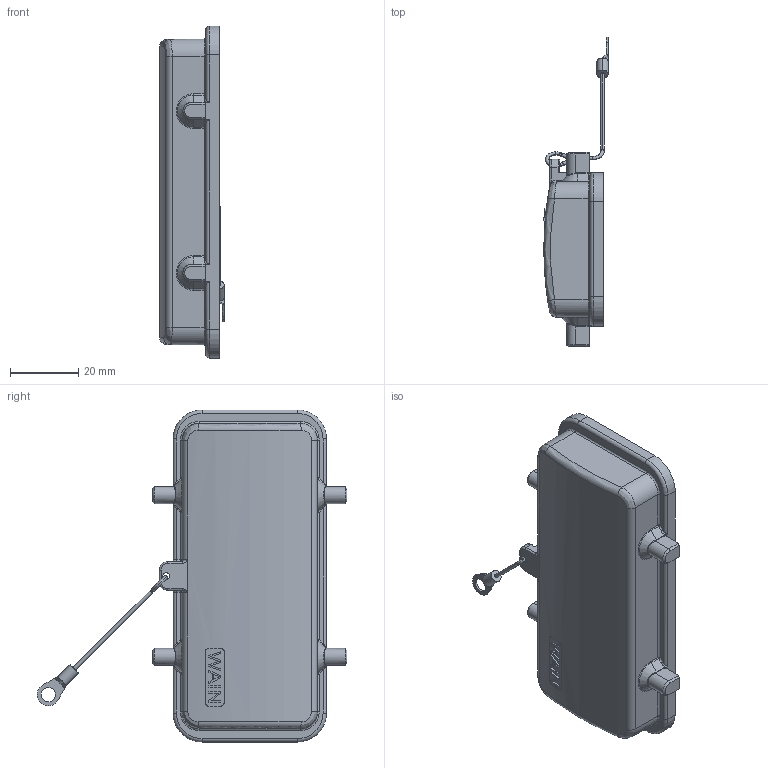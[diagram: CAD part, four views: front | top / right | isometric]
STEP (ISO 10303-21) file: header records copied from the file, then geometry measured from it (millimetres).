
FILE_DESCRIPTION((''),'2;1');
FILE_NAME('PRT0775A-16--2','2020-04-14T',('zl.chen'),(''),'PRO/ENGINEER BY PARAMETRIC TECHNOLOGY CORPORATION, 2013430','PRO/ENGINEER BY PARAMETRIC TECHNOLOGY CORPORATION, 2013430','');
FILE_SCHEMA(('CONFIG_CONTROL_DESIGN','SHAPE_APPEARANCE_LAYERS_GROUPS'));
Length unit declared in the file: millimetre
Products named in the file (1): PRT0775A-16--2
Bounding box: 18.97 x 90.87 x 97.4 mm (x, y, z)
Volume: 16580.5 mm3; surface area: 17033.5 mm2
Topology: 1 solids, 1 shells, 397 faces, 1018 edges, 622 vertices
Faces by surface type: plane 145, cylinder 138, bspline 40, torus 38, cone 16, sphere 10, extrusion 10
Entity records: 14836 total; most frequent: CARTESIAN_POINT 5361, ORIENTED_EDGE 2016, DIRECTION 1813, EDGE_CURVE 1008, AXIS2_PLACEMENT_3D 653, VERTEX_POINT 622, VECTOR 507, LINE 497
